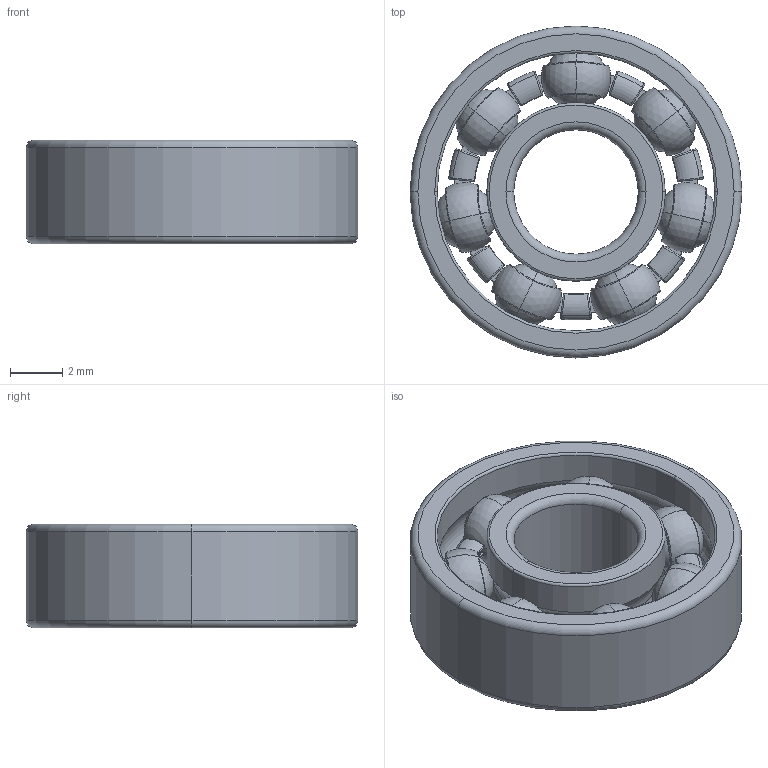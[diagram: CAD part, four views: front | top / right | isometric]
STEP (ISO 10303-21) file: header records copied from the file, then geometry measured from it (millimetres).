
FILE_DESCRIPTION (( 'STEP AP214' ), '1' );
FILE_NAME ('60355K132_Ball Bearing.STEP', '2025-06-18T05:43:23', ( '' ), ( '' ), 'SwSTEP 2.0', 'SolidWorks 2024', '' );
FILE_SCHEMA (( 'AUTOMOTIVE_DESIGN' ));
Length unit declared in the file: inch
Products named in the file (1): 60355K132_Ball Bearing_60355K132
Bounding box: 12.7 x 12.7 x 3.97 mm (x, y, z)
Volume: 272.9 mm3; surface area: 880.9 mm2
Topology: 18 solids, 18 shells, 528 faces, 1371 edges, 819 vertices
Faces by surface type: sphere 154, bspline 140, torus 106, cylinder 68, plane 46, cone 14
Entity records: 20434 total; most frequent: CARTESIAN_POINT 8753, ORIENTED_EDGE 2504, DIRECTION 2430, EDGE_CURVE 1252, AXIS2_PLACEMENT_3D 1209, CIRCLE 820, VERTEX_POINT 756, EDGE_LOOP 532
